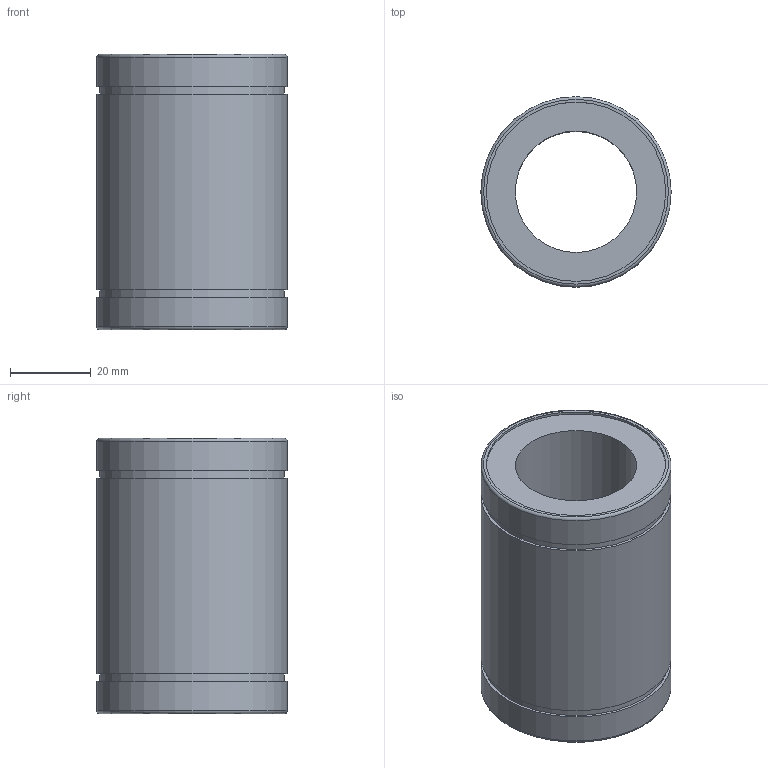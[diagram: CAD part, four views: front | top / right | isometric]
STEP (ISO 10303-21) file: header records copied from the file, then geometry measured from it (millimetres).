
FILE_DESCRIPTION (( 'STEP AP214' ), '1' );
FILE_NAME ('LME30UU-Rollco.step', '2024-02-16T08:27:04', ( '' ), ( '' ), 'SwSTEP 2.0', 'SolidWorks 2010', '' );
FILE_SCHEMA (( 'AUTOMOTIVE_DESIGN' ));
Length unit declared in the file: millimetre
Products named in the file (1): LME30UU-Rollco
Bounding box: 47 x 47 x 68 mm (x, y, z)
Volume: 68473.7 mm3; surface area: 18852.4 mm2
Topology: 1 solids, 1 shells, 18 faces, 28 edges, 18 vertices
Faces by surface type: cylinder 8, plane 8, torus 2
Full cylindrical faces by diameter (mm): 30 x1, 44.307 x2, 45.653 x2, 47 x3
Entity records: 523 total; most frequent: DIRECTION 74, CARTESIAN_POINT 55, AXIS2_PLACEMENT_3D 37, EDGE_LOOP 36, ORIENTED_EDGE 36, FACE_OUTER_BOUND 28, ADVANCED_FACE 18, VERTEX_POINT 18
